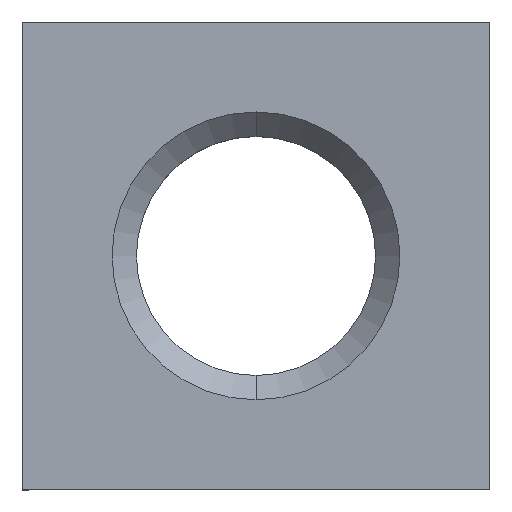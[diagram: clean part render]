
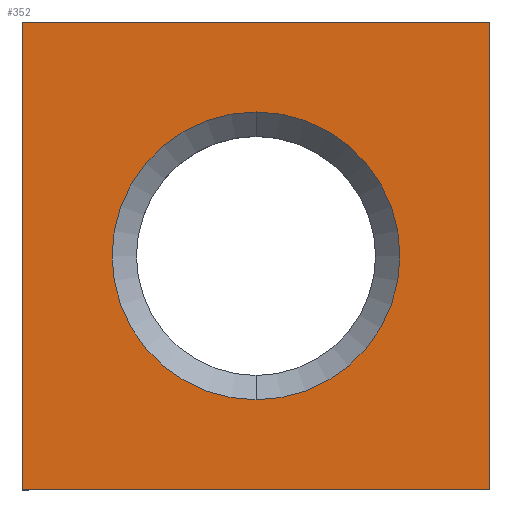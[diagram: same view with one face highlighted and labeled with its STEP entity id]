
A CAD part, top view. The second image highlights one B-rep face of the part: STEP entity #352.
In plain terms, the highlighted planar face has unit normal (0, 0, 1).
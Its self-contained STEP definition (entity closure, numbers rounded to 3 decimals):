
#19 = VECTOR ( 'NONE', #371, 1000. ) ;
#25 = EDGE_CURVE ( 'E11', #95, #85, #177, .T. ) ;
#28 = VECTOR ( 'NONE', #44, 1000. ) ;
#31 = EDGE_CURVE ( 'E69', #250, #174, #308, .T. ) ;
#33 = ORIENTED_EDGE ( 'NONE', *, *, #368, .F. ) ;
#34 = CARTESIAN_POINT ( 'NONE',  ( -6.5, 6.5, 4. ) ) ;
#36 = VECTOR ( 'NONE', #124, 1000. ) ;
#39 = DIRECTION ( 'NONE',  ( 0., 0., -1. ) ) ;
#44 = DIRECTION ( 'NONE',  ( -1., 0., 0. ) ) ;
#52 = CARTESIAN_POINT ( 'NONE',  ( 6.5, 6.5, 4. ) ) ;
#57 = ORIENTED_EDGE ( 'NONE', *, *, #290, .T. ) ;
#59 = ORIENTED_EDGE ( 'NONE', *, *, #31, .T. ) ;
#60 = CARTESIAN_POINT ( 'NONE',  ( 6.5, -6.5, 4. ) ) ;
#67 = AXIS2_PLACEMENT_3D ( 'NONE', #320, #39, #104 ) ;
#83 = FACE_OUTER_BOUND ( 'NONE', #112, .T. ) ;
#85 = VERTEX_POINT ( 'NONE', #60 ) ;
#89 = CARTESIAN_POINT ( 'NONE',  ( 0., -6.5, 4. ) ) ;
#91 = EDGE_CURVE ( 'E58', #94, #95, #374, .T. ) ;
#92 = CARTESIAN_POINT ( 'NONE',  ( -6.5, -6.5, 4. ) ) ;
#94 = VERTEX_POINT ( 'NONE', #34 ) ;
#95 = VERTEX_POINT ( 'NONE', #92 ) ;
#104 = DIRECTION ( 'NONE',  ( 0., 1., 0. ) ) ;
#112 = EDGE_LOOP ( 'NONE', ( #171, #376, #33, #57 ) ) ;
#124 = DIRECTION ( 'NONE',  ( 0., -1., 0. ) ) ;
#125 = ORIENTED_EDGE ( 'NONE', *, *, #185, .T. ) ;
#133 = LINE ( 'NONE', #52, #220 ) ;
#135 = DIRECTION ( 'NONE',  ( 0., 0., 1. ) ) ;
#139 = EDGE_LOOP ( 'NONE', ( #59, #125 ) ) ;
#161 = CARTESIAN_POINT ( 'NONE',  ( 6.5, 6.5, 4. ) ) ;
#171 = ORIENTED_EDGE ( 'NONE', *, *, #91, .T. ) ;
#174 = VERTEX_POINT ( 'NONE', #265 ) ;
#177 = LINE ( 'NONE', #89, #19 ) ;
#185 = EDGE_CURVE ( 'E69', #174, #250, #373, .T. ) ;
#196 = DIRECTION ( 'NONE',  ( 0., -1., 0. ) ) ;
#217 = CARTESIAN_POINT ( 'NONE',  ( 0., -4., 4. ) ) ;
#220 = VECTOR ( 'NONE', #306, 1000. ) ;
#222 = CARTESIAN_POINT ( 'NONE',  ( 0., 6.5, 4. ) ) ;
#225 = CARTESIAN_POINT ( 'NONE',  ( 0., 6.5, 4. ) ) ;
#243 = VERTEX_POINT ( 'NONE', #161 ) ;
#250 = VERTEX_POINT ( 'NONE', #217 ) ;
#254 = DIRECTION ( 'NONE',  ( 0., 1., 0. ) ) ;
#260 = AXIS2_PLACEMENT_3D ( 'NONE', #225, #135, #196 ) ;
#265 = CARTESIAN_POINT ( 'NONE',  ( 0., 4., 4. ) ) ;
#290 = EDGE_CURVE ( 'E89', #243, #94, #340, .T. ) ;
#301 = PLANE ( 'NONE',  #260 ) ;
#306 = DIRECTION ( 'NONE',  ( 0., -1., 0. ) ) ;
#308 = CIRCLE ( 'NONE', #341, 4. ) ;
#315 = CARTESIAN_POINT ( 'NONE',  ( -6.5, 6.5, 4. ) ) ;
#320 = CARTESIAN_POINT ( 'NONE',  ( 0., 0., 4. ) ) ;
#340 = LINE ( 'NONE', #222, #28 ) ;
#341 = AXIS2_PLACEMENT_3D ( 'NONE', #343, #375, #254 ) ;
#343 = CARTESIAN_POINT ( 'NONE',  ( 0., 0., 4. ) ) ;
#352 = ADVANCED_FACE ( 'E68', ( #353, #83 ), #301, .T. ) ;
#353 = FACE_BOUND ( 'NONE', #139, .T. ) ;
#368 = EDGE_CURVE ( 'E84', #243, #85, #133, .T. ) ;
#371 = DIRECTION ( 'NONE',  ( 1., 0., 0. ) ) ;
#373 = CIRCLE ( 'NONE', #67, 4. ) ;
#374 = LINE ( 'NONE', #315, #36 ) ;
#375 = DIRECTION ( 'NONE',  ( 0., 0., -1. ) ) ;
#376 = ORIENTED_EDGE ( 'NONE', *, *, #25, .T. ) ;
